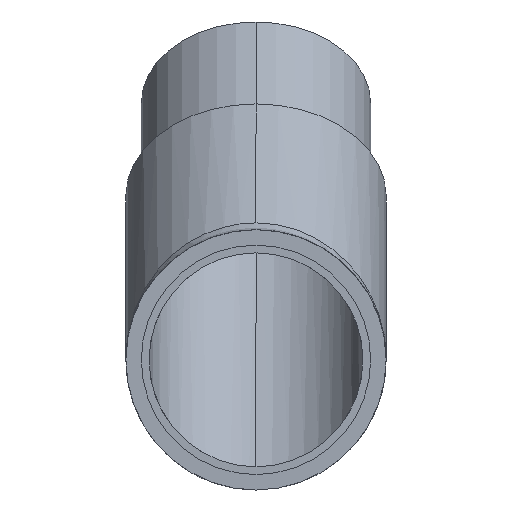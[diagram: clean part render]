
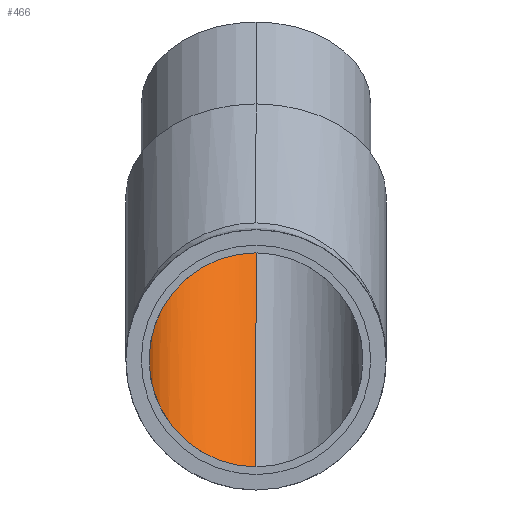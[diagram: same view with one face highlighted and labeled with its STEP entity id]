
A CAD part, left-side view. The second image highlights one B-rep face of the part: STEP entity #466.
In plain terms, the highlighted cylindrical face has radius 13.85 mm (diameter 27.7 mm), a partial arc.
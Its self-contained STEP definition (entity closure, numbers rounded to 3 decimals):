
#5 = DIRECTION ( 'NONE',  ( -0.707, 0., -0.707 ) ) ;
#80 = CARTESIAN_POINT ( 'NONE',  ( 5.737, 0., -13.85 ) ) ;
#86 = LINE ( 'NONE', #359, #316 ) ;
#91 = DIRECTION ( 'NONE',  ( -0.707, 0., -0.707 ) ) ;
#99 = AXIS2_PLACEMENT_3D ( 'NONE', #547, #916, #664 ) ;
#202 = EDGE_LOOP ( 'NONE', ( #524, #868, #485, #421 ) ) ;
#253 = CARTESIAN_POINT ( 'NONE',  ( -5.737, 0., 13.85 ) ) ;
#297 = CARTESIAN_POINT ( 'NONE',  ( -5.737, 27.7, 13.85 ) ) ;
#303 = CARTESIAN_POINT ( 'NONE',  ( -5.737, 0., 13.85 ) ) ;
#316 = VECTOR ( 'NONE', #91, 1000. ) ;
#359 = CARTESIAN_POINT ( 'NONE',  ( 11.42, 0., 31.007 ) ) ;
#402 = CARTESIAN_POINT ( 'NONE',  ( 43.027, 0., 23.441 ) ) ;
#421 = ORIENTED_EDGE ( 'NONE', *, *, #860, .T. ) ;
#466 = ADVANCED_FACE ( 'NONE', ( #558 ), #554, .F. ) ;
#477 = EDGE_CURVE ( 'NONE', #1188, #798, #86, .T. ) ;
#481 = CARTESIAN_POINT ( 'NONE',  ( 5.737, 0., -13.85 ) ) ;
#485 = ORIENTED_EDGE ( 'NONE', *, *, #477, .T. ) ;
#524 = ORIENTED_EDGE ( 'NONE', *, *, #632, .F. ) ;
#529 =( BOUNDED_CURVE ( )  B_SPLINE_CURVE ( 3, ( #303, #297, #1026, #481 ),
 .UNSPECIFIED., .F., .T. ) 
 B_SPLINE_CURVE_WITH_KNOTS ( ( 4, 4 ),
 ( 0., 3.142 ),
 .UNSPECIFIED. ) 
 CURVE ( )  GEOMETRIC_REPRESENTATION_ITEM ( )  RATIONAL_B_SPLINE_CURVE ( ( 1., 0.333, 0.333, 1. ) ) 
 REPRESENTATION_ITEM ( '' )  );
#547 = CARTESIAN_POINT ( 'NONE',  ( 33.234, 0., 33.234 ) ) ;
#554 = CYLINDRICAL_SURFACE ( 'NONE', #864, 13.85 ) ;
#558 = FACE_OUTER_BOUND ( 'NONE', #202, .T. ) ;
#613 = CIRCLE ( 'NONE', #99, 13.85 ) ;
#632 = EDGE_CURVE ( 'NONE', #698, #1074, #1013, .T. ) ;
#664 = DIRECTION ( 'NONE',  ( 0.707, 0., -0.707 ) ) ;
#678 = EDGE_CURVE ( 'NONE', #698, #1188, #613, .T. ) ;
#698 = VERTEX_POINT ( 'NONE', #402 ) ;
#798 = VERTEX_POINT ( 'NONE', #253 ) ;
#831 = CARTESIAN_POINT ( 'NONE',  ( 21.213, 0., 21.213 ) ) ;
#860 = EDGE_CURVE ( 'NONE', #798, #1074, #529, .T. ) ;
#864 = AXIS2_PLACEMENT_3D ( 'NONE', #831, #5, #917 ) ;
#868 = ORIENTED_EDGE ( 'NONE', *, *, #678, .T. ) ;
#916 = DIRECTION ( 'NONE',  ( 0.707, 0., 0.707 ) ) ;
#917 = DIRECTION ( 'NONE',  ( -0.707, 0., 0.707 ) ) ;
#927 = CARTESIAN_POINT ( 'NONE',  ( 31.007, 0., 11.42 ) ) ;
#947 = VECTOR ( 'NONE', #1006, 1000. ) ;
#976 = CARTESIAN_POINT ( 'NONE',  ( 23.441, 0., 43.027 ) ) ;
#1006 = DIRECTION ( 'NONE',  ( -0.707, 0., -0.707 ) ) ;
#1013 = LINE ( 'NONE', #927, #947 ) ;
#1026 = CARTESIAN_POINT ( 'NONE',  ( 5.737, 27.7, -13.85 ) ) ;
#1074 = VERTEX_POINT ( 'NONE', #80 ) ;
#1188 = VERTEX_POINT ( 'NONE', #976 ) ;
